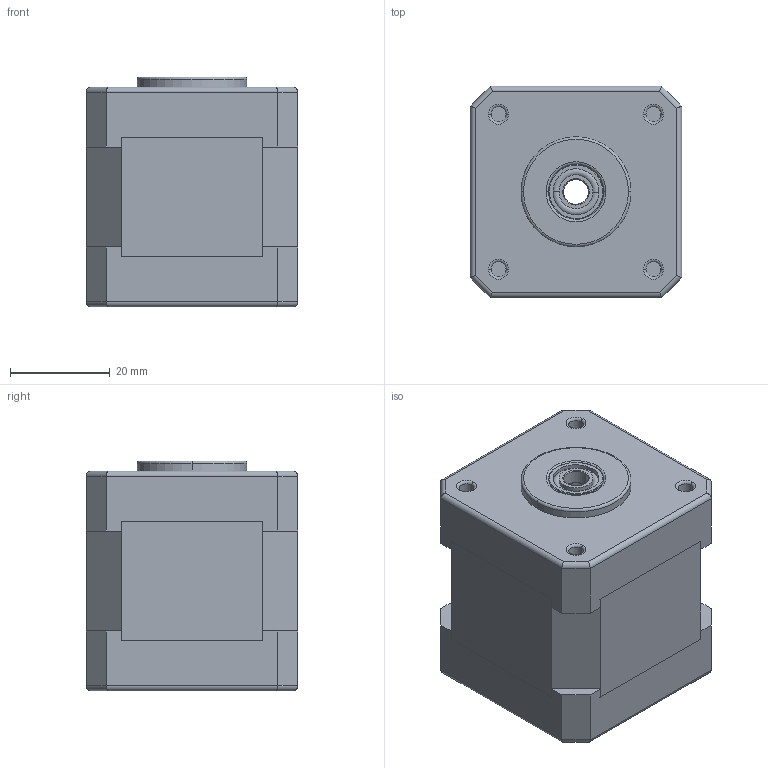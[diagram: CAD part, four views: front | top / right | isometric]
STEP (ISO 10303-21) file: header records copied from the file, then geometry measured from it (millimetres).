
FILE_DESCRIPTION (( 'STEP AP203' ), '1' );
FILE_NAME ('case_Default_sldprt.STEP', '2023-06-27T13:48:52', ( '' ), ( '' ), 'SwSTEP 2.0', 'SolidWorks 2023', '' );
FILE_SCHEMA (( 'CONFIG_CONTROL_DESIGN' ));
Length unit declared in the file: millimetre
Products named in the file (1): case_Default_sldprt
Bounding box: 42.3 x 42.3 x 46 mm (x, y, z)
Volume: 51138.8 mm3; surface area: 20791.5 mm2
Topology: 9 solids, 9 shells, 521 faces, 1258 edges, 774 vertices
Faces by surface type: cylinder 162, cone 152, plane 133, torus 66, sphere 8
Entity records: 15417 total; most frequent: DIRECTION 3006, CARTESIAN_POINT 2602, ORIENTED_EDGE 2516, EDGE_CURVE 1258, AXIS2_PLACEMENT_3D 1242, VERTEX_POINT 774, CIRCLE 720, EDGE_LOOP 558
